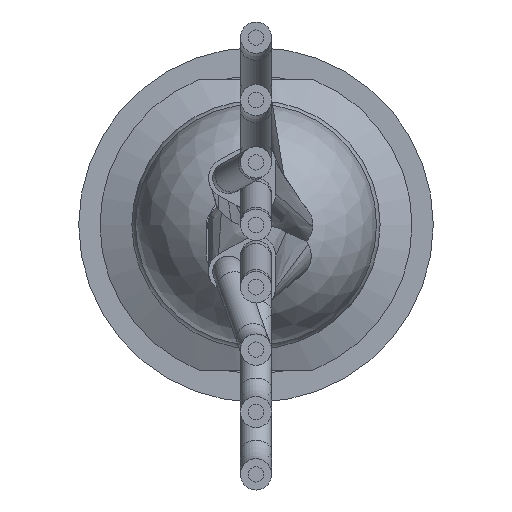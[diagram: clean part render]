
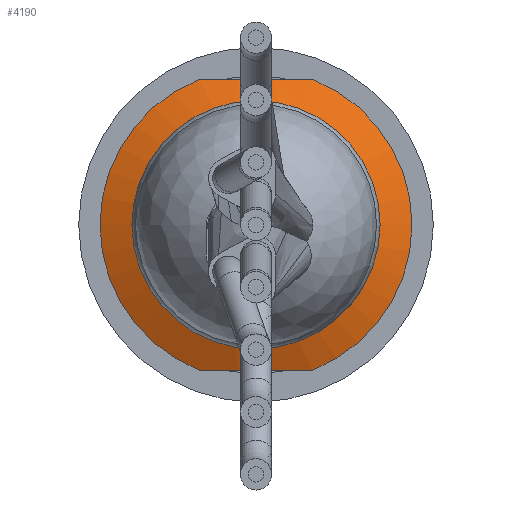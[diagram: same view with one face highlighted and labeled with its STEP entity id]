
A CAD part, front view. The second image highlights one B-rep face of the part: STEP entity #4190.
In plain terms, the highlighted conical face has half-angle 66.038 degrees and reference radius 9.875 mm.
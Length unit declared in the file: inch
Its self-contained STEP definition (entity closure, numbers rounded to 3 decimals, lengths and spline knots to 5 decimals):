
#58=CONICAL_SURFACE('',#4474,0.38878,1.153);
#59=(
BOUNDED_CURVE()
B_SPLINE_CURVE(2,(#6409,#6410,#6411),.UNSPECIFIED.,.F.,.F.)
B_SPLINE_CURVE_WITH_KNOTS((3,3),(0.,0.80121),.UNSPECIFIED.)
CURVE()
GEOMETRIC_REPRESENTATION_ITEM()
RATIONAL_B_SPLINE_CURVE((1.,1.073,1.))
REPRESENTATION_ITEM('')
);
#60=(
BOUNDED_CURVE()
B_SPLINE_CURVE(2,(#6422,#6423,#6424),.UNSPECIFIED.,.F.,.F.)
B_SPLINE_CURVE_WITH_KNOTS((3,3),(0.,0.80121),.UNSPECIFIED.)
CURVE()
GEOMETRIC_REPRESENTATION_ITEM()
RATIONAL_B_SPLINE_CURVE((1.,1.073,1.))
REPRESENTATION_ITEM('')
);
#327=FACE_OUTER_BOUND('',#574,.T.);
#574=EDGE_LOOP('',(#2954,#2955,#2956,#2957,#2958,#2959,#2960,#2961));
#820=CIRCLE('',#4453,0.43307);
#821=CIRCLE('',#4454,0.43307);
#822=CIRCLE('',#4457,0.43307);
#831=CIRCLE('',#4473,0.34449);
#1135=LINE('',#6456,#1425);
#1425=VECTOR('',#5064,0.38878);
#1736=VERTEX_POINT('',#6406);
#1737=VERTEX_POINT('',#6408);
#1738=VERTEX_POINT('',#6414);
#1739=VERTEX_POINT('',#6416);
#1740=VERTEX_POINT('',#6420);
#1748=VERTEX_POINT('',#6452);
#2172=EDGE_CURVE('',#1737,#1736,#59,.T.);
#2175=EDGE_CURVE('',#1738,#1739,#820,.T.);
#2176=EDGE_CURVE('',#1739,#1736,#821,.T.);
#2178=EDGE_CURVE('',#1738,#1740,#60,.T.);
#2179=EDGE_CURVE('',#1737,#1740,#822,.T.);
#2191=EDGE_CURVE('',#1748,#1748,#831,.T.);
#2193=EDGE_CURVE('',#1739,#1748,#1135,.T.);
#2954=ORIENTED_EDGE('',*,*,#2172,.T.);
#2955=ORIENTED_EDGE('',*,*,#2176,.F.);
#2956=ORIENTED_EDGE('',*,*,#2193,.T.);
#2957=ORIENTED_EDGE('',*,*,#2191,.T.);
#2958=ORIENTED_EDGE('',*,*,#2193,.F.);
#2959=ORIENTED_EDGE('',*,*,#2175,.F.);
#2960=ORIENTED_EDGE('',*,*,#2178,.T.);
#2961=ORIENTED_EDGE('',*,*,#2179,.F.);
#4190=ADVANCED_FACE('',(#327),#58,.T.);
#4453=AXIS2_PLACEMENT_3D('',#6417,#5015,#5016);
#4454=AXIS2_PLACEMENT_3D('',#6418,#5017,#5018);
#4457=AXIS2_PLACEMENT_3D('',#6426,#5024,#5025);
#4473=AXIS2_PLACEMENT_3D('',#6453,#5059,#5060);
#4474=AXIS2_PLACEMENT_3D('',#6455,#5062,#5063);
#5015=DIRECTION('center_axis',(0.,1.,0.));
#5016=DIRECTION('ref_axis',(-1.,0.,0.));
#5017=DIRECTION('center_axis',(0.,1.,0.));
#5018=DIRECTION('ref_axis',(-1.,0.,0.));
#5024=DIRECTION('center_axis',(0.,1.,0.));
#5025=DIRECTION('ref_axis',(-1.,0.,0.));
#5059=DIRECTION('center_axis',(0.,1.,0.));
#5060=DIRECTION('ref_axis',(-1.,0.,0.));
#5062=DIRECTION('center_axis',(0.,1.,0.));
#5063=DIRECTION('ref_axis',(-1.,0.,0.));
#5064=DIRECTION('',(-0.914,-0.406,0.));
#6406=CARTESIAN_POINT('',(0.15717,0.69685,-0.40354));
#6408=CARTESIAN_POINT('',(-0.15717,0.69685,-0.40354));
#6409=CARTESIAN_POINT('Ctrl Pts',(-0.15717,0.69685,
-0.40354));
#6410=CARTESIAN_POINT('Ctrl Pts',(0.,0.6715,
-0.40354));
#6411=CARTESIAN_POINT('Ctrl Pts',(0.15717,0.69685,-0.40354));
#6414=CARTESIAN_POINT('',(0.15717,0.69685,0.40354));
#6416=CARTESIAN_POINT('',(0.43307,0.69685,0.));
#6417=CARTESIAN_POINT('Origin',(0.,0.69685,
0.));
#6418=CARTESIAN_POINT('Origin',(0.,0.69685,
0.));
#6420=CARTESIAN_POINT('',(-0.15717,0.69685,0.40354));
#6422=CARTESIAN_POINT('Ctrl Pts',(0.15717,0.69685,0.40354));
#6423=CARTESIAN_POINT('Ctrl Pts',(0.,0.6715,
0.40354));
#6424=CARTESIAN_POINT('Ctrl Pts',(-0.15717,0.69685,
0.40354));
#6426=CARTESIAN_POINT('Origin',(0.,0.69685,
0.));
#6452=CARTESIAN_POINT('',(0.34449,0.65748,0.));
#6453=CARTESIAN_POINT('Origin',(0.,0.65748,
0.));
#6455=CARTESIAN_POINT('Origin',(0.,0.67717,
0.));
#6456=CARTESIAN_POINT('',(0.38878,0.67717,0.));
